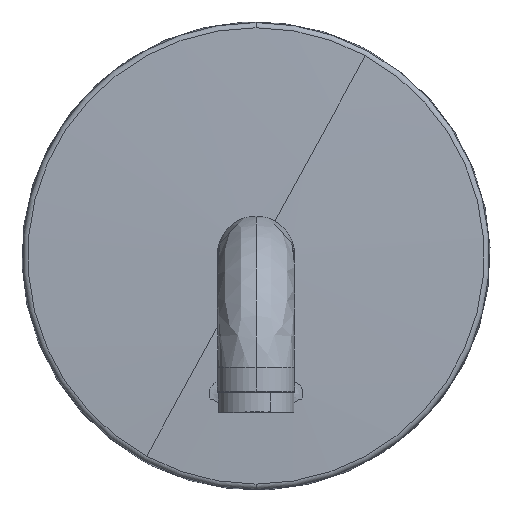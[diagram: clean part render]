
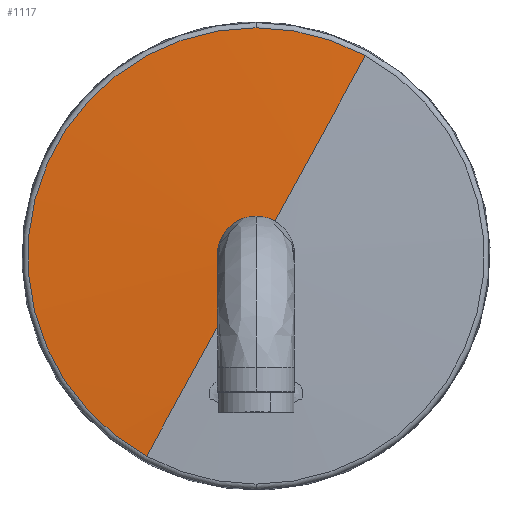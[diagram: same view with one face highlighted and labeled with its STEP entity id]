
A CAD part, top view. The second image highlights one B-rep face of the part: STEP entity #1117.
In plain terms, the highlighted spherical face has radius 1892 mm.
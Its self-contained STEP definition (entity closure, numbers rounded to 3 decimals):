
#84 = DIRECTION ( 'NONE',  ( 0.878, -0.479, 0. ) ) ;
#85 = VERTEX_POINT ( 'NONE', #346 ) ;
#100 = ORIENTED_EDGE ( 'NONE', *, *, #155, .T. ) ;
#111 = DIRECTION ( 'NONE',  ( 0., 0., 1. ) ) ;
#155 = EDGE_CURVE ( 'NONE', #354, #757, #1513, .T. ) ;
#219 = EDGE_CURVE ( 'NONE', #354, #85, #502, .T. ) ;
#251 = AXIS2_PLACEMENT_3D ( 'NONE', #1762, #1257, #422 ) ;
#285 = DIRECTION ( 'NONE',  ( -0.479, -0.878, 0. ) ) ;
#287 = ORIENTED_EDGE ( 'NONE', *, *, #891, .F. ) ;
#346 = CARTESIAN_POINT ( 'NONE',  ( -6.76, -12.374, 13.947 ) ) ;
#354 = VERTEX_POINT ( 'NONE', #1290 ) ;
#365 = AXIS2_PLACEMENT_3D ( 'NONE', #1998, #84, #1420 ) ;
#422 = DIRECTION ( 'NONE',  ( 0., 1., 0. ) ) ;
#440 = CARTESIAN_POINT ( 'NONE',  ( 0., 0., 13.947 ) ) ;
#444 = CARTESIAN_POINT ( 'NONE',  ( -39.713, -72.693, 12.186 ) ) ;
#455 = AXIS2_PLACEMENT_3D ( 'NONE', #1603, #1289, #2112 ) ;
#502 = CIRCLE ( 'NONE', #1039, 14.1 ) ;
#588 = DIRECTION ( 'NONE',  ( -0.479, -0.878, 0. ) ) ;
#657 = ORIENTED_EDGE ( 'NONE', *, *, #219, .F. ) ;
#688 = AXIS2_PLACEMENT_3D ( 'NONE', #1951, #1118, #285 ) ;
#757 = VERTEX_POINT ( 'NONE', #1632 ) ;
#783 = SPHERICAL_SURFACE ( 'NONE', #688, 1892. ) ;
#791 = DIRECTION ( 'NONE',  ( 0., 1., 0. ) ) ;
#862 = EDGE_CURVE ( 'NONE', #2038, #757, #1437, .T. ) ;
#891 = EDGE_CURVE ( 'NONE', #85, #1636, #2147, .T. ) ;
#923 = AXIS2_PLACEMENT_3D ( 'NONE', #1581, #1086, #588 ) ;
#1039 = AXIS2_PLACEMENT_3D ( 'NONE', #440, #111, #791 ) ;
#1086 = DIRECTION ( 'NONE',  ( -0.878, 0.479, 0. ) ) ;
#1110 = EDGE_CURVE ( 'NONE', #1636, #2038, #1177, .T. ) ;
#1117 = ADVANCED_FACE ( 'NONE', ( #1615 ), #783, .T. ) ;
#1118 = DIRECTION ( 'NONE',  ( -0.878, 0.479, 0. ) ) ;
#1177 = CIRCLE ( 'NONE', #455, 82.834 ) ;
#1180 = ORIENTED_EDGE ( 'NONE', *, *, #862, .F. ) ;
#1257 = DIRECTION ( 'NONE',  ( 0., 0., -1. ) ) ;
#1283 = ORIENTED_EDGE ( 'NONE', *, *, #1110, .F. ) ;
#1289 = DIRECTION ( 'NONE',  ( 0., 0., -1. ) ) ;
#1290 = CARTESIAN_POINT ( 'NONE',  ( 6.76, 12.374, 13.947 ) ) ;
#1420 = DIRECTION ( 'NONE',  ( 0.479, 0.878, 0. ) ) ;
#1437 = CIRCLE ( 'NONE', #251, 82.834 ) ;
#1453 = EDGE_LOOP ( 'NONE', ( #657, #100, #1180, #1283, #287 ) ) ;
#1481 = CARTESIAN_POINT ( 'NONE',  ( 0., 82.834, 12.186 ) ) ;
#1513 = CIRCLE ( 'NONE', #923, 1892. ) ;
#1581 = CARTESIAN_POINT ( 'NONE',  ( 0., 0., -1878. ) ) ;
#1603 = CARTESIAN_POINT ( 'NONE',  ( 0., 0., 12.186 ) ) ;
#1615 = FACE_OUTER_BOUND ( 'NONE', #1453, .T. ) ;
#1632 = CARTESIAN_POINT ( 'NONE',  ( 39.713, 72.693, 12.186 ) ) ;
#1636 = VERTEX_POINT ( 'NONE', #444 ) ;
#1762 = CARTESIAN_POINT ( 'NONE',  ( 0., 0., 12.186 ) ) ;
#1951 = CARTESIAN_POINT ( 'NONE',  ( 0., 0., -1878. ) ) ;
#1998 = CARTESIAN_POINT ( 'NONE',  ( 0., 0., -1878. ) ) ;
#2038 = VERTEX_POINT ( 'NONE', #1481 ) ;
#2112 = DIRECTION ( 'NONE',  ( 0., 1., 0. ) ) ;
#2147 = CIRCLE ( 'NONE', #365, 1892. ) ;
